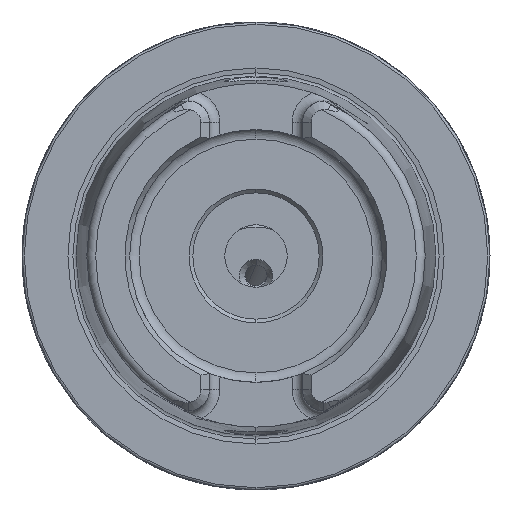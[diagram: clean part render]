
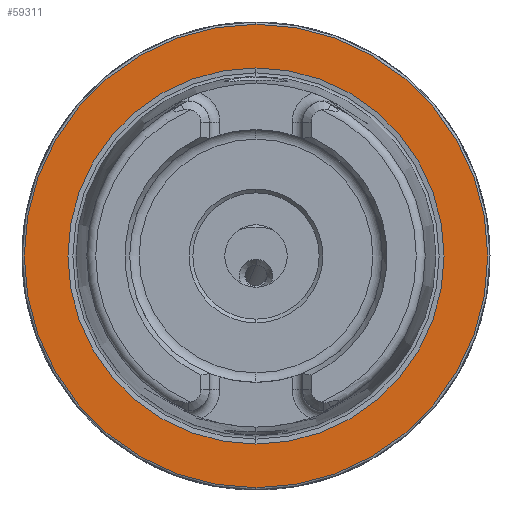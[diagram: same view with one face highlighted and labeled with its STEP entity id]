
A CAD part, left-side view. The second image highlights one B-rep face of the part: STEP entity #59311.
In plain terms, the highlighted planar face has unit normal (-1, 0, 0).
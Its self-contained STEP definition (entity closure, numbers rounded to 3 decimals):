
#3441 = DIRECTION ( 'NONE',  ( 0., 0., 1. ) ) ;
#3780 = AXIS2_PLACEMENT_3D ( 'NONE', #23933, #62646, #29528 ) ;
#4242 = EDGE_LOOP ( 'NONE', ( #41798, #59225 ) ) ;
#4813 = CIRCLE ( 'NONE', #10833, 31.2 ) ;
#10456 = DIRECTION ( 'NONE',  ( 1., 0., 0. ) ) ;
#10833 = AXIS2_PLACEMENT_3D ( 'NONE', #69803, #36747, #3441 ) ;
#12305 = EDGE_CURVE ( 'NONE', #44316, #36743, #60451, .T. ) ;
#13072 = VERTEX_POINT ( 'NONE', #63874 ) ;
#14474 = ORIENTED_EDGE ( 'NONE', *, *, #46716, .T. ) ;
#15997 = DIRECTION ( 'NONE',  ( -1., 0., 0. ) ) ;
#16341 = CARTESIAN_POINT ( 'NONE',  ( 0., 0., 0. ) ) ;
#18926 = CARTESIAN_POINT ( 'NONE',  ( 0., 0., 31.2 ) ) ;
#21947 = DIRECTION ( 'NONE',  ( 0., 0., 1. ) ) ;
#22156 = CIRCLE ( 'NONE', #71174, 31.2 ) ;
#23933 = CARTESIAN_POINT ( 'NONE',  ( 0., 0., 0. ) ) ;
#24972 = AXIS2_PLACEMENT_3D ( 'NONE', #16341, #55136, #21947 ) ;
#29528 = DIRECTION ( 'NONE',  ( 0., 0., 1. ) ) ;
#36743 = VERTEX_POINT ( 'NONE', #50446 ) ;
#36747 = DIRECTION ( 'NONE',  ( -1., 0., 0. ) ) ;
#40799 = CIRCLE ( 'NONE', #24972, 25.319 ) ;
#41798 = ORIENTED_EDGE ( 'NONE', *, *, #12305, .F. ) ;
#44316 = VERTEX_POINT ( 'NONE', #47575 ) ;
#45529 = EDGE_CURVE ( 'NONE', #13072, #55954, #4813, .T. ) ;
#46039 = EDGE_LOOP ( 'NONE', ( #14474, #64326 ) ) ;
#46716 = EDGE_CURVE ( 'NONE', #55954, #13072, #22156, .T. ) ;
#47575 = CARTESIAN_POINT ( 'NONE',  ( 0., 0., 25.319 ) ) ;
#49208 = CARTESIAN_POINT ( 'NONE',  ( 0., 0., 0. ) ) ;
#50446 = CARTESIAN_POINT ( 'NONE',  ( 0., 0., -25.319 ) ) ;
#54799 = DIRECTION ( 'NONE',  ( 0., 0., 1. ) ) ;
#54845 = CARTESIAN_POINT ( 'NONE',  ( 0., 31.2, 0. ) ) ;
#55136 = DIRECTION ( 'NONE',  ( -1., 0., 0. ) ) ;
#55954 = VERTEX_POINT ( 'NONE', #18926 ) ;
#58253 = EDGE_CURVE ( 'NONE', #36743, #44316, #40799, .T. ) ;
#59225 = ORIENTED_EDGE ( 'NONE', *, *, #58253, .F. ) ;
#59298 = AXIS2_PLACEMENT_3D ( 'NONE', #54845, #10456, #65919 ) ;
#59311 = ADVANCED_FACE ( 'NONE', ( #63168, #66594 ), #60379, .F. ) ;
#60379 = PLANE ( 'NONE',  #59298 ) ;
#60451 = CIRCLE ( 'NONE', #3780, 25.319 ) ;
#62646 = DIRECTION ( 'NONE',  ( -1., 0., 0. ) ) ;
#63168 = FACE_BOUND ( 'NONE', #4242, .T. ) ;
#63874 = CARTESIAN_POINT ( 'NONE',  ( 0., 0., -31.2 ) ) ;
#64326 = ORIENTED_EDGE ( 'NONE', *, *, #45529, .T. ) ;
#65919 = DIRECTION ( 'NONE',  ( 0., 0., -1. ) ) ;
#66594 = FACE_OUTER_BOUND ( 'NONE', #46039, .T. ) ;
#69803 = CARTESIAN_POINT ( 'NONE',  ( 0., 0., 0. ) ) ;
#71174 = AXIS2_PLACEMENT_3D ( 'NONE', #49208, #15997, #54799 ) ;
